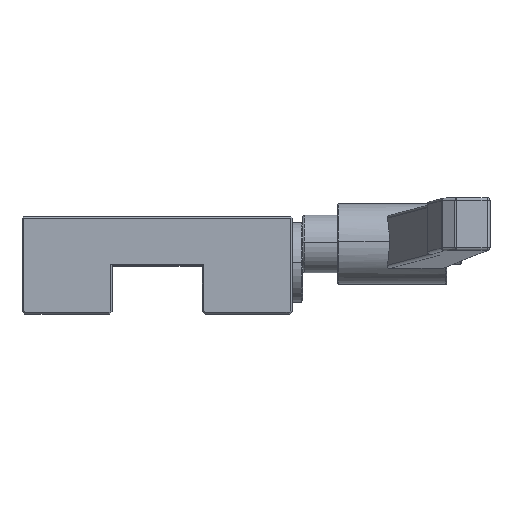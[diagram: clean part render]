
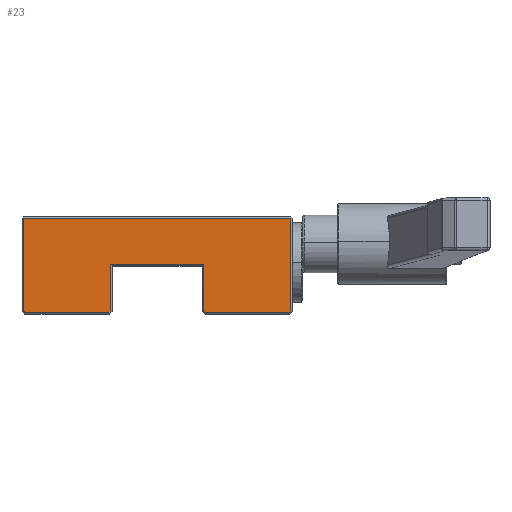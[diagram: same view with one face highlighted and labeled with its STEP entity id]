
A CAD part, top view. The second image highlights one B-rep face of the part: STEP entity #23.
In plain terms, the highlighted planar face has unit normal (0, 0, 1).
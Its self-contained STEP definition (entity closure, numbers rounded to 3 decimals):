
#23 = ADVANCED_FACE ( 'NONE', ( #965 ), #618, .T. ) ;
#65 = DIRECTION ( 'NONE',  ( 0.707, 0.707, 0. ) ) ;
#178 = EDGE_CURVE ( 'NONE', #2766, #4432, #4794, .T. ) ;
#198 = LINE ( 'NONE', #3776, #3651 ) ;
#218 = CARTESIAN_POINT ( 'NONE',  ( -8.424, -16.7, 12.5 ) ) ;
#304 = DIRECTION ( 'NONE',  ( 1., 0., 0. ) ) ;
#316 = CARTESIAN_POINT ( 'NONE',  ( 23.2, -0.3, 12.5 ) ) ;
#333 = EDGE_CURVE ( 'NONE', #3441, #4557, #4503, .T. ) ;
#338 = VERTEX_POINT ( 'NONE', #3814 ) ;
#555 = CARTESIAN_POINT ( 'NONE',  ( 19.788, -19.788, 12.5 ) ) ;
#557 = VERTEX_POINT ( 'NONE', #1543 ) ;
#618 = PLANE ( 'NONE',  #3730 ) ;
#705 = VECTOR ( 'NONE', #4159, 1000. ) ;
#710 = LINE ( 'NONE', #3800, #4164 ) ;
#711 = LINE ( 'NONE', #2714, #2505 ) ;
#772 = DIRECTION ( 'NONE',  ( 0.707, 0.707, 0. ) ) ;
#809 = EDGE_CURVE ( 'NONE', #557, #338, #4786, .T. ) ;
#817 = CARTESIAN_POINT ( 'NONE',  ( -23.2, -0.3, 12.5 ) ) ;
#891 = VERTEX_POINT ( 'NONE', #4920 ) ;
#914 = DIRECTION ( 'NONE',  ( 1., 0., 0. ) ) ;
#965 = FACE_OUTER_BOUND ( 'NONE', #1617, .T. ) ;
#982 = CARTESIAN_POINT ( 'NONE',  ( 0., -16.7, 12.5 ) ) ;
#1048 = CARTESIAN_POINT ( 'NONE',  ( 23.2, -16.376, 12.5 ) ) ;
#1082 = LINE ( 'NONE', #3095, #1148 ) ;
#1148 = VECTOR ( 'NONE', #304, 1000. ) ;
#1253 = ORIENTED_EDGE ( 'NONE', *, *, #178, .T. ) ;
#1345 = VERTEX_POINT ( 'NONE', #3250 ) ;
#1378 = CARTESIAN_POINT ( 'NONE',  ( -8.1, -8.3, 12.5 ) ) ;
#1454 = DIRECTION ( 'NONE',  ( 0., -1., 0. ) ) ;
#1513 = CARTESIAN_POINT ( 'NONE',  ( 8.1, -8.3, 12.5 ) ) ;
#1543 = CARTESIAN_POINT ( 'NONE',  ( 8.424, -16.7, 12.5 ) ) ;
#1617 = EDGE_LOOP ( 'NONE', ( #2452, #3981, #4950, #4866, #4232, #1253, #1931, #3607, #2880, #1676, #2493, #3520 ) ) ;
#1626 = VERTEX_POINT ( 'NONE', #3681 ) ;
#1676 = ORIENTED_EDGE ( 'NONE', *, *, #2713, .T. ) ;
#1732 = VECTOR ( 'NONE', #4488, 1000. ) ;
#1837 = DIRECTION ( 'NONE',  ( 0., 1., 0. ) ) ;
#1854 = CARTESIAN_POINT ( 'NONE',  ( 23.2, 0., 12.5 ) ) ;
#1931 = ORIENTED_EDGE ( 'NONE', *, *, #2329, .T. ) ;
#2077 = CARTESIAN_POINT ( 'NONE',  ( 0., 0., 12.5 ) ) ;
#2097 = VECTOR ( 'NONE', #65, 1000. ) ;
#2120 = DIRECTION ( 'NONE',  ( -1., 0., 0. ) ) ;
#2156 = VECTOR ( 'NONE', #1837, 1000. ) ;
#2181 = VERTEX_POINT ( 'NONE', #218 ) ;
#2305 = EDGE_CURVE ( 'NONE', #2997, #2766, #2609, .T. ) ;
#2308 = LINE ( 'NONE', #2643, #3390 ) ;
#2329 = EDGE_CURVE ( 'NONE', #4432, #1626, #710, .T. ) ;
#2452 = ORIENTED_EDGE ( 'NONE', *, *, #3392, .T. ) ;
#2493 = ORIENTED_EDGE ( 'NONE', *, *, #333, .T. ) ;
#2505 = VECTOR ( 'NONE', #4208, 1000. ) ;
#2526 = DIRECTION ( 'NONE',  ( 1., 0., 0. ) ) ;
#2581 = CARTESIAN_POINT ( 'NONE',  ( -8.3, -16.7, 12.5 ) ) ;
#2609 = LINE ( 'NONE', #1854, #705 ) ;
#2643 = CARTESIAN_POINT ( 'NONE',  ( 4.138, -4.138, 12.5 ) ) ;
#2713 = EDGE_CURVE ( 'NONE', #2181, #3441, #2308, .T. ) ;
#2714 = CARTESIAN_POINT ( 'NONE',  ( -19.788, -19.788, 12.5 ) ) ;
#2766 = VERTEX_POINT ( 'NONE', #316 ) ;
#2842 = VECTOR ( 'NONE', #2120, 1000. ) ;
#2880 = ORIENTED_EDGE ( 'NONE', *, *, #4751, .T. ) ;
#2959 = LINE ( 'NONE', #3039, #1732 ) ;
#2997 = VERTEX_POINT ( 'NONE', #1048 ) ;
#3039 = CARTESIAN_POINT ( 'NONE',  ( -4.138, -4.138, 12.5 ) ) ;
#3067 = LINE ( 'NONE', #2581, #4785 ) ;
#3095 = CARTESIAN_POINT ( 'NONE',  ( 7.8, -8.3, 12.5 ) ) ;
#3097 = DIRECTION ( 'NONE',  ( 0., -1., 0. ) ) ;
#3176 = VERTEX_POINT ( 'NONE', #1513 ) ;
#3250 = CARTESIAN_POINT ( 'NONE',  ( -22.876, -16.7, 12.5 ) ) ;
#3294 = EDGE_CURVE ( 'NONE', #338, #2997, #4724, .T. ) ;
#3372 = CARTESIAN_POINT ( 'NONE',  ( -8.1, -16.376, 12.5 ) ) ;
#3390 = VECTOR ( 'NONE', #772, 1000. ) ;
#3392 = EDGE_CURVE ( 'NONE', #3176, #891, #198, .T. ) ;
#3403 = DIRECTION ( 'NONE',  ( 1., 0., 0. ) ) ;
#3409 = EDGE_CURVE ( 'NONE', #1626, #1345, #711, .T. ) ;
#3441 = VERTEX_POINT ( 'NONE', #3372 ) ;
#3520 = ORIENTED_EDGE ( 'NONE', *, *, #4371, .T. ) ;
#3607 = ORIENTED_EDGE ( 'NONE', *, *, #3409, .T. ) ;
#3638 = DIRECTION ( 'NONE',  ( 0., 0., 1. ) ) ;
#3651 = VECTOR ( 'NONE', #3097, 1000. ) ;
#3681 = CARTESIAN_POINT ( 'NONE',  ( -23.2, -16.376, 12.5 ) ) ;
#3730 = AXIS2_PLACEMENT_3D ( 'NONE', #2077, #3638, #914 ) ;
#3776 = CARTESIAN_POINT ( 'NONE',  ( 8.1, 0., 12.5 ) ) ;
#3800 = CARTESIAN_POINT ( 'NONE',  ( -23.2, -16.5, 12.5 ) ) ;
#3814 = CARTESIAN_POINT ( 'NONE',  ( 22.876, -16.7, 12.5 ) ) ;
#3981 = ORIENTED_EDGE ( 'NONE', *, *, #4803, .T. ) ;
#4159 = DIRECTION ( 'NONE',  ( 0., 1., 0. ) ) ;
#4164 = VECTOR ( 'NONE', #1454, 1000. ) ;
#4197 = CARTESIAN_POINT ( 'NONE',  ( -8.1, -8.6, 12.5 ) ) ;
#4208 = DIRECTION ( 'NONE',  ( 0.707, -0.707, 0. ) ) ;
#4232 = ORIENTED_EDGE ( 'NONE', *, *, #2305, .T. ) ;
#4371 = EDGE_CURVE ( 'NONE', #4557, #3176, #1082, .T. ) ;
#4406 = VECTOR ( 'NONE', #2526, 1000. ) ;
#4409 = CARTESIAN_POINT ( 'NONE',  ( -23.5, -0.3, 12.5 ) ) ;
#4432 = VERTEX_POINT ( 'NONE', #817 ) ;
#4488 = DIRECTION ( 'NONE',  ( 0.707, -0.707, 0. ) ) ;
#4503 = LINE ( 'NONE', #4197, #2156 ) ;
#4557 = VERTEX_POINT ( 'NONE', #1378 ) ;
#4724 = LINE ( 'NONE', #555, #2097 ) ;
#4751 = EDGE_CURVE ( 'NONE', #1345, #2181, #3067, .T. ) ;
#4785 = VECTOR ( 'NONE', #3403, 1000. ) ;
#4786 = LINE ( 'NONE', #982, #4406 ) ;
#4794 = LINE ( 'NONE', #4409, #2842 ) ;
#4803 = EDGE_CURVE ( 'NONE', #891, #557, #2959, .T. ) ;
#4866 = ORIENTED_EDGE ( 'NONE', *, *, #3294, .T. ) ;
#4920 = CARTESIAN_POINT ( 'NONE',  ( 8.1, -16.376, 12.5 ) ) ;
#4950 = ORIENTED_EDGE ( 'NONE', *, *, #809, .T. ) ;
